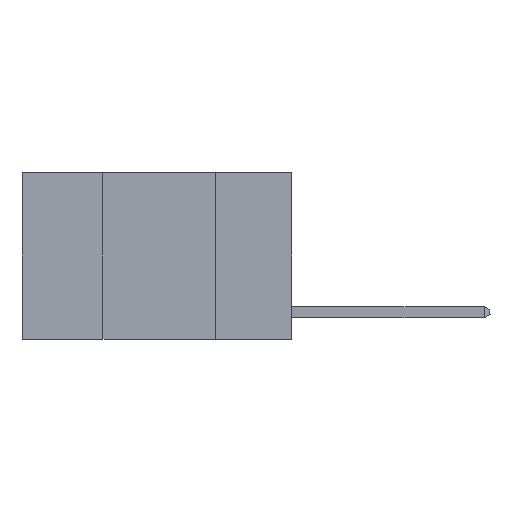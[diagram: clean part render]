
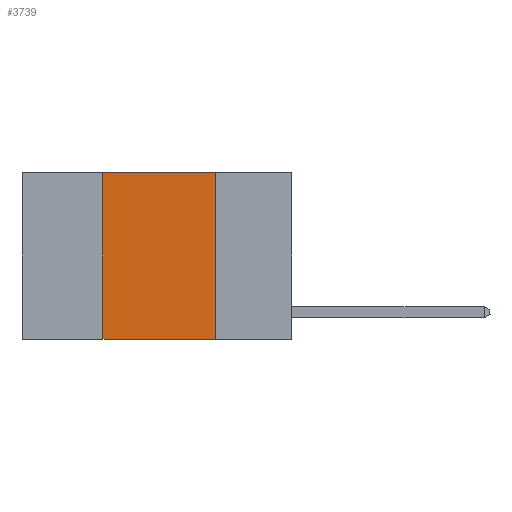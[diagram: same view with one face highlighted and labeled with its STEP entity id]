
A CAD part, left-side view. The second image highlights one B-rep face of the part: STEP entity #3739.
In plain terms, the highlighted planar face has unit normal (-1, 0, 0).
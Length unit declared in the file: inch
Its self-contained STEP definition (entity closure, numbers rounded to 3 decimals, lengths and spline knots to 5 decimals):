
#89 = VERTEX_POINT ( 'NONE', #6969 ) ;
#2367 = VERTEX_POINT ( 'NONE', #17738 ) ;
#2644 = VECTOR ( 'NONE', #3602, 39.37008 ) ;
#2800 = ORIENTED_EDGE ( 'NONE', *, *, #3101, .T. ) ;
#3101 = EDGE_CURVE ( 'NONE', #8097, #89, #18960, .T. ) ;
#3122 = CARTESIAN_POINT ( 'NONE',  ( 0., 0.42, -0.37 ) ) ;
#3214 = ORIENTED_EDGE ( 'NONE', *, *, #10051, .F. ) ;
#3602 = DIRECTION ( 'NONE',  ( 0., 0., -1. ) ) ;
#3672 = CARTESIAN_POINT ( 'NONE',  ( 0., 0.17, 0. ) ) ;
#3739 = ADVANCED_FACE ( 'NONE', ( #15443 ), #6274, .F. ) ;
#3743 = DIRECTION ( 'NONE',  ( 0., 0., 1. ) ) ;
#6274 = PLANE ( 'NONE',  #10158 ) ;
#6388 = CARTESIAN_POINT ( 'NONE',  ( 0., 0.42, 0. ) ) ;
#6969 = CARTESIAN_POINT ( 'NONE',  ( 0., 0.17, -0.37 ) ) ;
#7179 = LINE ( 'NONE', #6388, #19191 ) ;
#7520 = EDGE_CURVE ( 'NONE', #2367, #18185, #9874, .T. ) ;
#8097 = VERTEX_POINT ( 'NONE', #3122 ) ;
#8899 = VECTOR ( 'NONE', #9371, 39.37008 ) ;
#8911 = CARTESIAN_POINT ( 'NONE',  ( 0., 0.6, 0. ) ) ;
#9083 = CARTESIAN_POINT ( 'NONE',  ( 0., 0.6, 0. ) ) ;
#9163 = EDGE_CURVE ( 'NONE', #18185, #89, #10883, .T. ) ;
#9371 = DIRECTION ( 'NONE',  ( 0., -1., 0. ) ) ;
#9874 = LINE ( 'NONE', #8911, #8899 ) ;
#10051 = EDGE_CURVE ( 'NONE', #8097, #2367, #7179, .T. ) ;
#10158 = AXIS2_PLACEMENT_3D ( 'NONE', #9083, #16997, #20009 ) ;
#10215 = ORIENTED_EDGE ( 'NONE', *, *, #9163, .F. ) ;
#10883 = LINE ( 'NONE', #3672, #2644 ) ;
#12283 = CARTESIAN_POINT ( 'NONE',  ( 0., 0.6, -0.37 ) ) ;
#13866 = DIRECTION ( 'NONE',  ( 0., -1., 0. ) ) ;
#15414 = EDGE_LOOP ( 'NONE', ( #10215, #18716, #3214, #2800 ) ) ;
#15443 = FACE_OUTER_BOUND ( 'NONE', #15414, .T. ) ;
#16938 = VECTOR ( 'NONE', #13866, 39.37008 ) ;
#16997 = DIRECTION ( 'NONE',  ( 1., 0., 0. ) ) ;
#17171 = CARTESIAN_POINT ( 'NONE',  ( 0., 0.17, 0. ) ) ;
#17738 = CARTESIAN_POINT ( 'NONE',  ( 0., 0.42, 0. ) ) ;
#18185 = VERTEX_POINT ( 'NONE', #17171 ) ;
#18716 = ORIENTED_EDGE ( 'NONE', *, *, #7520, .F. ) ;
#18960 = LINE ( 'NONE', #12283, #16938 ) ;
#19191 = VECTOR ( 'NONE', #3743, 39.37008 ) ;
#20009 = DIRECTION ( 'NONE',  ( 0., 0., -1. ) ) ;
